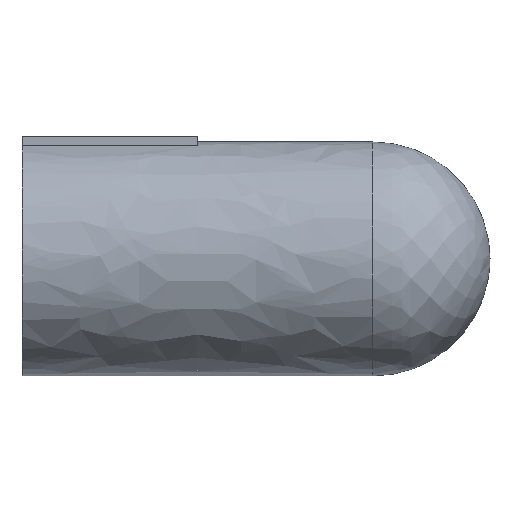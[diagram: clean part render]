
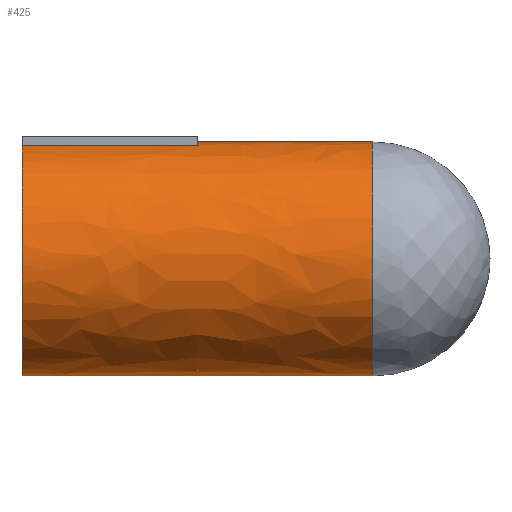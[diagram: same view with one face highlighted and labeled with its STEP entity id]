
A CAD part, top view. The second image highlights one B-rep face of the part: STEP entity #425.
In plain terms, the highlighted free-form (B-spline) face has degree [1, 3] with [2, 7] control points.
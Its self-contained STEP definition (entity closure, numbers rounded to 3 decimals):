
#24=CARTESIAN_POINT('#24',(30.,-10.,0.0));
#25=VERTEX_POINT('#25',#24);
#26=CARTESIAN_POINT('#26',(30.,10.,0.0));
#27=VERTEX_POINT('#27',#26);
#40=CARTESIAN_POINT('#40',(0.0,9.682,2.5));
#41=VERTEX_POINT('#41',#40);
#42=CARTESIAN_POINT('#42',(0.0,-10.,0.0));
#43=VERTEX_POINT('#43',#42);
#44=CARTESIAN_POINT('#44',(15.,10.,0.0));
#45=VERTEX_POINT('#45',#44);
#46=CARTESIAN_POINT('#46',(15.,9.682,2.5));
#47=VERTEX_POINT('#47',#46);
#121=CARTESIAN_POINT('#121',(30.,0.0,0.0));
#122=DIRECTION('#122',(1.0,0.0,0.0));
#123=DIRECTION('#123',(0.0,0.0,-1.));
#124=AXIS2_PLACEMENT_3D('#124',#121,#122,#123);
#125=CIRCLE('#125',#124,10.);
#126=CARTESIAN_POINT('#126',(0.0,0.0,0.0));
#127=DIRECTION('#127',(1.0,0.0,0.0));
#128=DIRECTION('#128',(0.0,0.0,-1.));
#129=AXIS2_PLACEMENT_3D('#129',#126,#127,#128);
#130=CIRCLE('#130',#129,10.);
#131=CARTESIAN_POINT('#131',(0.0,-10.,0.0));
#132=DIRECTION('#132',(1.0,0.0,0.0));
#133=VECTOR('#133',#132,30.);
#134=LINE('#134',#131,#133);
#135=CARTESIAN_POINT('#135',(15.,10.,0.0));
#136=DIRECTION('#136',(1.0,0.0,0.0));
#137=VECTOR('#137',#136,15.);
#138=LINE('#138',#135,#137);
#139=CARTESIAN_POINT('#139',(15.,0.0,0.0));
#140=DIRECTION('#140',(1.0,0.0,0.0));
#141=DIRECTION('#141',(0.0,0.0,-1.));
#142=AXIS2_PLACEMENT_3D('#142',#139,#140,#141);
#143=CIRCLE('#143',#142,10.);
#144=CARTESIAN_POINT('#144',(15.,9.682,2.5));
#145=DIRECTION('#145',(-1.,0.0,0.0));
#146=VECTOR('#146',#145,15.);
#147=LINE('#147',#144,#146);
#193=EDGE_CURVE('#193',#27,#25,#125,.T.);
#194=EDGE_CURVE('#194',#41,#43,#130,.T.);
#195=EDGE_CURVE('#195',#43,#25,#134,.T.);
#196=EDGE_CURVE('#196',#45,#27,#138,.T.);
#197=EDGE_CURVE('#197',#45,#47,#143,.T.);
#198=EDGE_CURVE('#198',#47,#41,#147,.T.);
#402=ORIENTED_EDGE('#402',*,*,#194,.T.);
#403=ORIENTED_EDGE('#403',*,*,#195,.T.);
#404=ORIENTED_EDGE('#404',*,*,#193,.F.);
#405=ORIENTED_EDGE('#405',*,*,#196,.F.);
#406=ORIENTED_EDGE('#406',*,*,#197,.T.);
#407=ORIENTED_EDGE('#407',*,*,#198,.T.);
#408=EDGE_LOOP('#408',(#402,#403,#404,#405,#406,#407));
#409=FACE_BOUND('#409',#408,.T.);
#410=CARTESIAN_POINT('#410',(30.,10.,0.0));
#411=CARTESIAN_POINT('#411',(30.,10.,5.859));
#412=CARTESIAN_POINT('#412',(30.,5.856,10.));
#413=CARTESIAN_POINT('#413',(30.,0.0,10.));
#414=CARTESIAN_POINT('#414',(30.,-5.856,10.));
#415=CARTESIAN_POINT('#415',(30.,-10.,5.859));
#416=CARTESIAN_POINT('#416',(30.,-10.,0.0));
#417=CARTESIAN_POINT('#417',(0.0,10.,0.0));
#418=CARTESIAN_POINT('#418',(0.0,10.,5.859));
#419=CARTESIAN_POINT('#419',(0.0,5.856,10.));
#420=CARTESIAN_POINT('#420',(0.0,0.0,10.));
#421=CARTESIAN_POINT('#421',(0.0,-5.856,10.));
#422=CARTESIAN_POINT('#422',(0.0,-10.,5.859));
#423=CARTESIAN_POINT('#423',(0.0,-10.,0.0));
#424=(BOUNDED_SURFACE()B_SPLINE_SURFACE(1,3,((#410,#411,#412,#413,#414,#415,#416
),(#417,#418,#419,#420,#421,#422,#423)),.UNSPECIFIED.,.F.,.F.,.F.)
B_SPLINE_SURFACE_WITH_KNOTS((2,2),(4,3,4),(0.001,0.999),(
0.001,0.5,0.999),.UNSPECIFIED.)GEOMETRIC_REPRESENTATION_ITEM()
RATIONAL_B_SPLINE_SURFACE(((0.999,0.804,0.804,1.0,
0.804,0.804,0.999),(0.999,0.804,
0.804,1.0,0.804,0.804,0.999)))
REPRESENTATION_ITEM('#424')SURFACE());
#425=ADVANCED_FACE('#425',(#409),#424,.T.);
